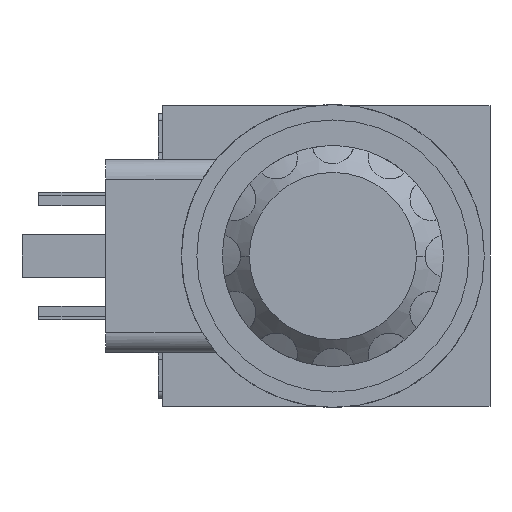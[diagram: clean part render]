
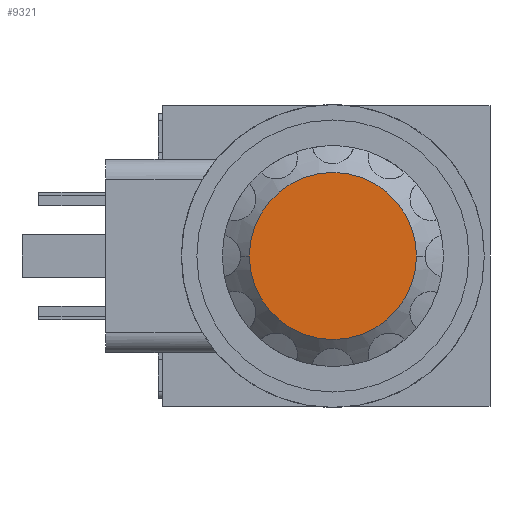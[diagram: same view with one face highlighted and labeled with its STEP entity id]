
A CAD part, left-side view. The second image highlights one B-rep face of the part: STEP entity #9321.
In plain terms, the highlighted planar face has unit normal (-1, 0, 0).
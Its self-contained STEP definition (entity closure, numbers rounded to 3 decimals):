
#1295=CARTESIAN_POINT('',(-107.5,0.,0.));
#1296=DIRECTION('',(-1.,0.,0.));
#1297=DIRECTION('',(0.,1.,0.));
#1298=AXIS2_PLACEMENT_3D('',#1295,#1296,#1297);
#1504=CARTESIAN_POINT('',(-107.5,0.,0.));
#1505=DIRECTION('',(1.,0.,0.));
#1506=DIRECTION('',(0.,1.,0.));
#1507=AXIS2_PLACEMENT_3D('',#1504,#1505,#1506);
#6084=CARTESIAN_POINT('',(-107.5,12.5,0.));
#6085=CARTESIAN_POINT('',(-107.5,-12.5,0.));
#6086=VERTEX_POINT('',#6084);
#6087=VERTEX_POINT('',#6085);
#9312=CARTESIAN_POINT('',(-107.5,0.,0.));
#9313=DIRECTION('',(1.,0.,0.));
#9314=DIRECTION('',(0.,-1.,0.));
#9315=AXIS2_PLACEMENT_3D('',#9312,#9313,#9314);
#9316=PLANE('',#9315);
#9317=ORIENTED_EDGE('',*,*,#9129,.F.);
#9318=ORIENTED_EDGE('',*,*,#9191,.T.);
#9319=EDGE_LOOP('',(#9317,#9318));
#9320=FACE_OUTER_BOUND('',#9319,.F.);
#1299=CIRCLE('',#1298,12.5);
#1508=CIRCLE('',#1507,12.5);
#9129=EDGE_CURVE('',#6086,#6087,#1299,.T.);
#9191=EDGE_CURVE('',#6086,#6087,#1508,.T.);
#9321=ADVANCED_FACE('',(#9320),#9316,.F.);
